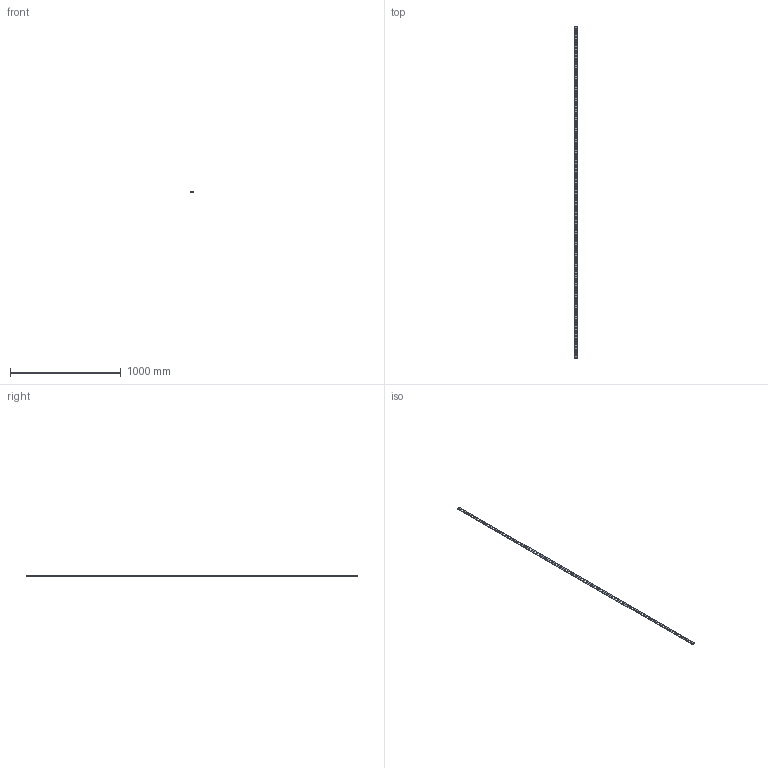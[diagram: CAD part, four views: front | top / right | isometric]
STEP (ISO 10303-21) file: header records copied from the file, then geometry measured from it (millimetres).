
FILE_DESCRIPTION (( 'STEP AP214' ), '1' );
FILE_NAME ('6350208.stp', '2018-11-29T09:23:16', ( '' ), ( '' ), 'SwSTEP 2.0', 'SolidWorks 2018', '' );
FILE_SCHEMA (( 'AUTOMOTIVE_DESIGN' ));
Length unit declared in the file: millimetre
Products named in the file (1): 6350208
Bounding box: 30 x 3000 x 3 mm (x, y, z)
Volume: 205200 mm3; surface area: 175806 mm2
Topology: 1 solids, 1 shells, 490 faces, 1464 edges, 976 vertices
Faces by surface type: plane 490
Entity records: 16638 total; most frequent: CARTESIAN_POINT 2931, ORIENTED_EDGE 2928, DIRECTION 2446, VECTOR 1464, EDGE_CURVE 1464, LINE 1464, VERTEX_POINT 976, EDGE_LOOP 728
